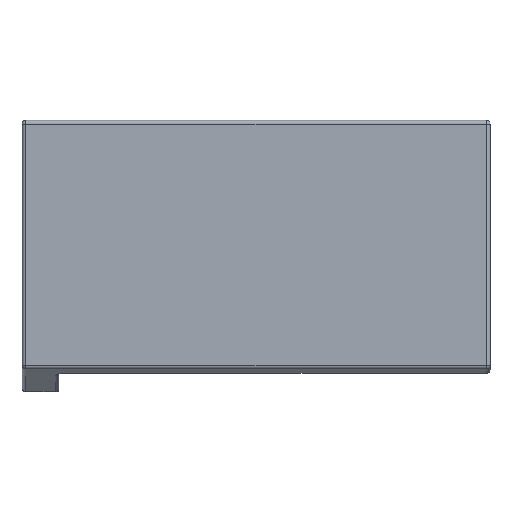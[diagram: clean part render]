
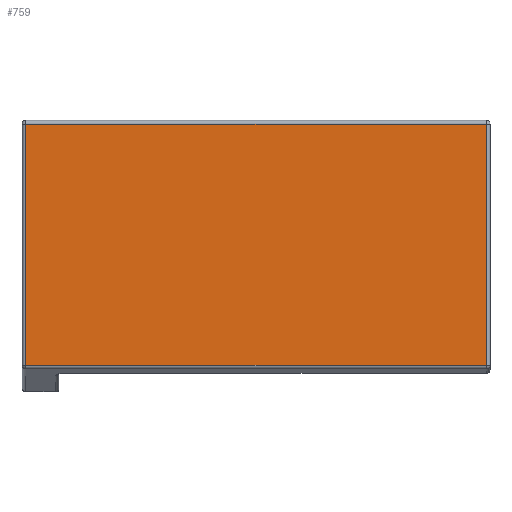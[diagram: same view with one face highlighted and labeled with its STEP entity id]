
A CAD part, front view. The second image highlights one B-rep face of the part: STEP entity #759.
In plain terms, the highlighted planar face has unit normal (0, -1, 0).
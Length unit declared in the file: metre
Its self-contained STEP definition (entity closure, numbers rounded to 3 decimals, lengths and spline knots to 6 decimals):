
#131=ORIENTED_EDGE('',*,*,#350,.T.);
#132=ORIENTED_EDGE('',*,*,#351,.T.);
#133=ORIENTED_EDGE('',*,*,#352,.T.);
#134=ORIENTED_EDGE('',*,*,#353,.T.);
#350=EDGE_CURVE('',#459,#460,#514,.T.);
#351=EDGE_CURVE('',#460,#461,#515,.T.);
#352=EDGE_CURVE('',#461,#462,#516,.F.);
#353=EDGE_CURVE('',#462,#459,#517,.F.);
#459=VERTEX_POINT('',#1265);
#460=VERTEX_POINT('',#1266);
#461=VERTEX_POINT('',#1268);
#462=VERTEX_POINT('',#1270);
#514=LINE('',#1264,#572);
#515=LINE('',#1267,#573);
#516=LINE('',#1269,#574);
#517=LINE('',#1271,#575);
#572=VECTOR('',#981,1.);
#573=VECTOR('',#982,1.);
#574=VECTOR('',#983,1.);
#575=VECTOR('',#984,1.);
#621=EDGE_LOOP('',(#131,#132,#133,#134));
#683=FACE_BOUND('',#621,.T.);
#739=PLANE('',#836);
#759=ADVANCED_FACE('',(#683),#739,.T.);
#836=AXIS2_PLACEMENT_3D('',#1263,#979,#980);
#979=DIRECTION('',(0.,-1.,0.));
#980=DIRECTION('',(0.,0.,-1.));
#981=DIRECTION('',(0.,0.,-1.));
#982=DIRECTION('',(1.,0.,0.));
#983=DIRECTION('',(0.,0.,-1.));
#984=DIRECTION('',(1.,0.,0.));
#1263=CARTESIAN_POINT('',(-0.1743,-0.021,-0.002893));
#1264=CARTESIAN_POINT('',(-0.1733,-0.021,-0.002893));
#1265=CARTESIAN_POINT('',(-0.1733,-0.021,0.02964));
#1266=CARTESIAN_POINT('',(-0.1733,-0.021,-0.035737));
#1267=CARTESIAN_POINT('',(-0.0475,-0.021,-0.035737));
#1268=CARTESIAN_POINT('',(-0.0485,-0.021,-0.035737));
#1269=CARTESIAN_POINT('',(-0.0485,-0.021,0.03064));
#1270=CARTESIAN_POINT('',(-0.0485,-0.021,0.02964));
#1271=CARTESIAN_POINT('',(-0.1743,-0.021,0.02964));
